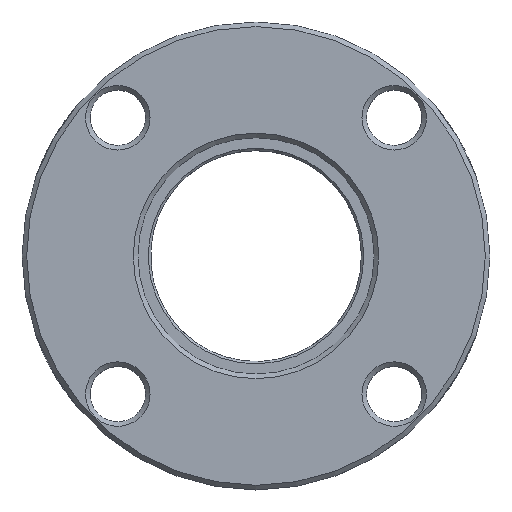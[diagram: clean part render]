
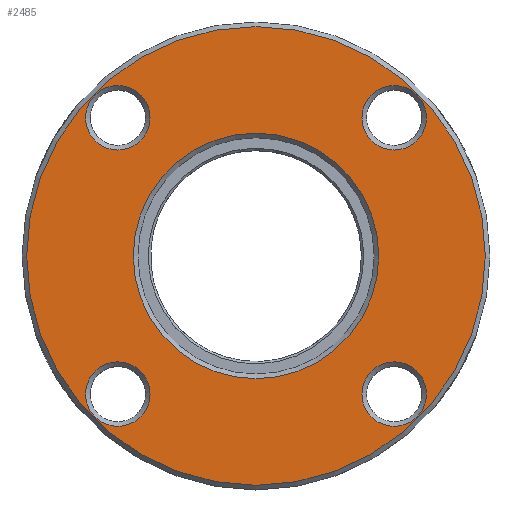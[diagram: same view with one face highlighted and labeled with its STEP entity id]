
A CAD part, top view. The second image highlights one B-rep face of the part: STEP entity #2485.
In plain terms, the highlighted planar face has unit normal (0, 0, 1).
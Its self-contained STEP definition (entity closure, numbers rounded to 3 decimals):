
#3 = FACE_BOUND ( 'NONE', #440, .T. ) ;
#33 = CARTESIAN_POINT ( 'NONE',  ( 0., 0., 4. ) ) ;
#129 = EDGE_CURVE ( 'NONE', #1722, #1722, #534, .T. ) ;
#215 = CARTESIAN_POINT ( 'NONE',  ( -15., -15., 4. ) ) ;
#236 = FACE_BOUND ( 'NONE', #1334, .T. ) ;
#260 = FACE_BOUND ( 'NONE', #1668, .T. ) ;
#409 = DIRECTION ( 'NONE',  ( 1., 0., 0. ) ) ;
#410 = AXIS2_PLACEMENT_3D ( 'NONE', #2127, #754, #452 ) ;
#413 = VERTEX_POINT ( 'NONE', #2633 ) ;
#424 = ORIENTED_EDGE ( 'NONE', *, *, #2382, .T. ) ;
#440 = EDGE_LOOP ( 'NONE', ( #3529 ) ) ;
#452 = DIRECTION ( 'NONE',  ( 1., 0., 0. ) ) ;
#532 = AXIS2_PLACEMENT_3D ( 'NONE', #3067, #3325, #1102 ) ;
#534 = CIRCLE ( 'NONE', #1459, 3.5 ) ;
#631 = EDGE_CURVE ( 'NONE', #648, #648, #2956, .T. ) ;
#648 = VERTEX_POINT ( 'NONE', #1753 ) ;
#698 = CIRCLE ( 'NONE', #874, 3.5 ) ;
#699 = CARTESIAN_POINT ( 'NONE',  ( -11.5, 15., 4. ) ) ;
#714 = ORIENTED_EDGE ( 'NONE', *, *, #129, .T. ) ;
#754 = DIRECTION ( 'NONE',  ( 0., 0., -1. ) ) ;
#845 = DIRECTION ( 'NONE',  ( 0., 0., -1. ) ) ;
#874 = AXIS2_PLACEMENT_3D ( 'NONE', #1785, #2612, #409 ) ;
#880 = AXIS2_PLACEMENT_3D ( 'NONE', #33, #2808, #1697 ) ;
#1031 = ORIENTED_EDGE ( 'NONE', *, *, #3448, .T. ) ;
#1102 = DIRECTION ( 'NONE',  ( 1., 0., 0. ) ) ;
#1127 = CIRCLE ( 'NONE', #2337, 24.9 ) ;
#1156 = AXIS2_PLACEMENT_3D ( 'NONE', #215, #845, #1880 ) ;
#1194 = DIRECTION ( 'NONE',  ( 0., 0., -1. ) ) ;
#1334 = EDGE_LOOP ( 'NONE', ( #714 ) ) ;
#1391 = EDGE_LOOP ( 'NONE', ( #2462 ) ) ;
#1459 = AXIS2_PLACEMENT_3D ( 'NONE', #1756, #1194, #1723 ) ;
#1634 = PLANE ( 'NONE',  #532 ) ;
#1662 = EDGE_LOOP ( 'NONE', ( #424 ) ) ;
#1668 = EDGE_LOOP ( 'NONE', ( #2540 ) ) ;
#1671 = EDGE_CURVE ( 'NONE', #2057, #2057, #2254, .T. ) ;
#1672 = CARTESIAN_POINT ( 'NONE',  ( 0., 0., 4. ) ) ;
#1697 = DIRECTION ( 'NONE',  ( 1., 0., 0. ) ) ;
#1722 = VERTEX_POINT ( 'NONE', #1974 ) ;
#1723 = DIRECTION ( 'NONE',  ( 1., 0., 0. ) ) ;
#1753 = CARTESIAN_POINT ( 'NONE',  ( 13.327, 0., 4. ) ) ;
#1756 = CARTESIAN_POINT ( 'NONE',  ( 15., 15., 4. ) ) ;
#1785 = CARTESIAN_POINT ( 'NONE',  ( -15., 15., 4. ) ) ;
#1880 = DIRECTION ( 'NONE',  ( 1., 0., 0. ) ) ;
#1956 = FACE_OUTER_BOUND ( 'NONE', #3383, .T. ) ;
#1974 = CARTESIAN_POINT ( 'NONE',  ( 18.5, 15., 4. ) ) ;
#2057 = VERTEX_POINT ( 'NONE', #3203 ) ;
#2127 = CARTESIAN_POINT ( 'NONE',  ( 15., -15., 4. ) ) ;
#2169 = CARTESIAN_POINT ( 'NONE',  ( -24.9, 0., 4. ) ) ;
#2209 = FACE_BOUND ( 'NONE', #1391, .T. ) ;
#2212 = DIRECTION ( 'NONE',  ( 0., 0., 1. ) ) ;
#2254 = CIRCLE ( 'NONE', #1156, 3.5 ) ;
#2337 = AXIS2_PLACEMENT_3D ( 'NONE', #1672, #2212, #3546 ) ;
#2382 = EDGE_CURVE ( 'NONE', #413, #413, #3406, .T. ) ;
#2462 = ORIENTED_EDGE ( 'NONE', *, *, #2641, .T. ) ;
#2485 = ADVANCED_FACE ( 'NONE', ( #3, #1956, #236, #2209, #260, #3560 ), #1634, .T. ) ;
#2540 = ORIENTED_EDGE ( 'NONE', *, *, #1671, .T. ) ;
#2612 = DIRECTION ( 'NONE',  ( 0., 0., -1. ) ) ;
#2633 = CARTESIAN_POINT ( 'NONE',  ( 18.5, -15., 4. ) ) ;
#2641 = EDGE_CURVE ( 'NONE', #2906, #2906, #698, .T. ) ;
#2808 = DIRECTION ( 'NONE',  ( 0., 0., -1. ) ) ;
#2906 = VERTEX_POINT ( 'NONE', #699 ) ;
#2956 = CIRCLE ( 'NONE', #880, 13.327 ) ;
#3067 = CARTESIAN_POINT ( 'NONE',  ( 0., 0., 4. ) ) ;
#3203 = CARTESIAN_POINT ( 'NONE',  ( -11.5, -15., 4. ) ) ;
#3320 = VERTEX_POINT ( 'NONE', #2169 ) ;
#3325 = DIRECTION ( 'NONE',  ( 0., 0., 1. ) ) ;
#3383 = EDGE_LOOP ( 'NONE', ( #1031 ) ) ;
#3406 = CIRCLE ( 'NONE', #410, 3.5 ) ;
#3448 = EDGE_CURVE ( 'NONE', #3320, #3320, #1127, .T. ) ;
#3529 = ORIENTED_EDGE ( 'NONE', *, *, #631, .T. ) ;
#3546 = DIRECTION ( 'NONE',  ( -1., 0., 0. ) ) ;
#3560 = FACE_BOUND ( 'NONE', #1662, .T. ) ;
